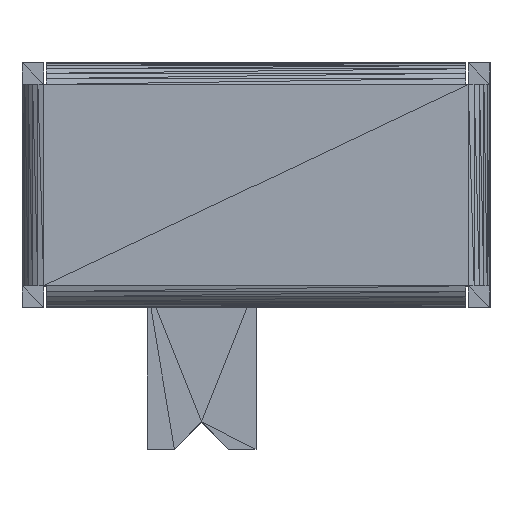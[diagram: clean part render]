
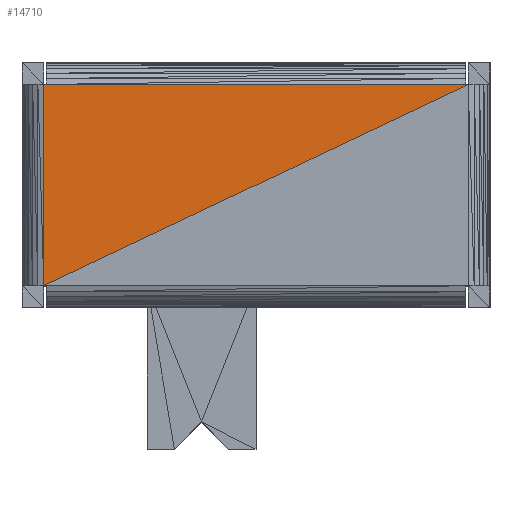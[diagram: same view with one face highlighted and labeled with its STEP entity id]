
A CAD part, top view. The second image highlights one B-rep face of the part: STEP entity #14710.
In plain terms, the highlighted planar face has unit normal (0, 0, 1).
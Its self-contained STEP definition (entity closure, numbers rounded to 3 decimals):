
#14521 = VERTEX_POINT('',#14522);
#14522 = CARTESIAN_POINT('',(3.9,1.85,4.75));
#14567 = VERTEX_POINT('',#14568);
#14568 = CARTESIAN_POINT('',(-3.9,1.85,4.75));
#14574 = EDGE_CURVE('',#14567,#14521,#14575,.T.);
#14575 = LINE('',#14576,#14577);
#14576 = CARTESIAN_POINT('',(-3.9,1.85,4.75));
#14577 = VECTOR('',#14578,1.);
#14578 = DIRECTION('',(1.,0.,0.));
#14613 = VERTEX_POINT('',#14614);
#14614 = CARTESIAN_POINT('',(-3.9,-1.85,4.75));
#14620 = EDGE_CURVE('',#14567,#14613,#14621,.T.);
#14621 = LINE('',#14622,#14623);
#14622 = CARTESIAN_POINT('',(-3.9,1.85,4.75));
#14623 = VECTOR('',#14624,1.);
#14624 = DIRECTION('',(0.,-1.,0.));
#14699 = EDGE_CURVE('',#14521,#14613,#14700,.T.);
#14700 = LINE('',#14701,#14702);
#14701 = CARTESIAN_POINT('',(3.9,1.85,4.75));
#14702 = VECTOR('',#14703,1.);
#14703 = DIRECTION('',(-0.904,-0.429,0.));
#14710 = ADVANCED_FACE('',(#14711),#14716,.T.);
#14711 = FACE_BOUND('',#14712,.T.);
#14712 = EDGE_LOOP('',(#14713,#14714,#14715));
#14713 = ORIENTED_EDGE('',*,*,#14699,.F.);
#14714 = ORIENTED_EDGE('',*,*,#14574,.F.);
#14715 = ORIENTED_EDGE('',*,*,#14620,.T.);
#14716 = PLANE('',#14717);
#14717 = AXIS2_PLACEMENT_3D('',#14718,#14719,#14720);
#14718 = CARTESIAN_POINT('',(-0.717,0.717,4.75));
#14719 = DIRECTION('',(0.,0.,1.));
#14720 = DIRECTION('',(1.,0.,-0.));
